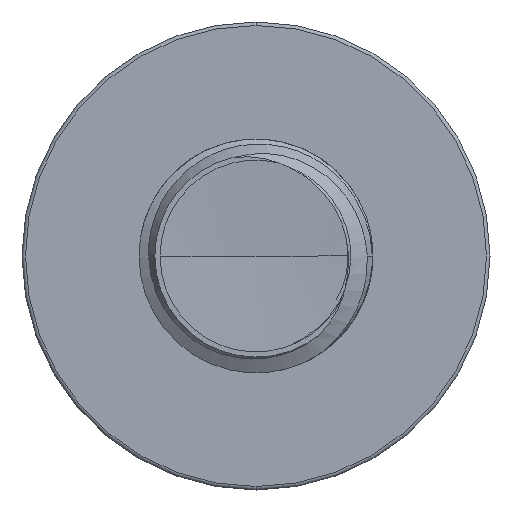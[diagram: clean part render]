
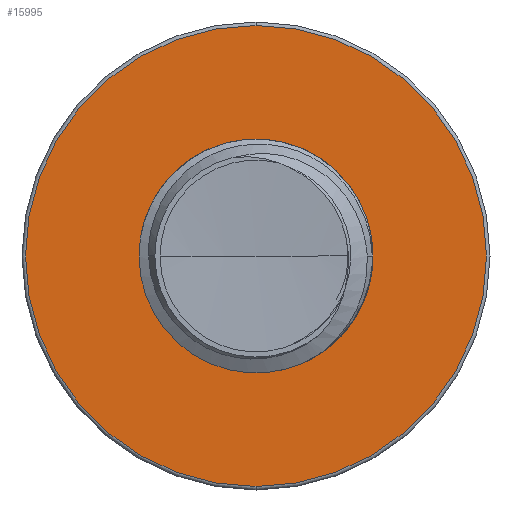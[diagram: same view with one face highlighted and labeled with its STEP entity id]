
A CAD part, front view. The second image highlights one B-rep face of the part: STEP entity #15995.
In plain terms, the highlighted planar face has unit normal (0, -1, 0).
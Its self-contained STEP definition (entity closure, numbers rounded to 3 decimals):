
#275 = CIRCLE ( 'NONE', #26000, 3.94 ) ;
#358 = CARTESIAN_POINT ( 'NONE',  ( 0., 10., 0. ) ) ;
#2766 = DIRECTION ( 'NONE',  ( 0., 0., -1. ) ) ;
#3291 = CARTESIAN_POINT ( 'NONE',  ( 0., 10., 3.94 ) ) ;
#3865 = CARTESIAN_POINT ( 'NONE',  ( 0., 10., -3.94 ) ) ;
#4424 = VERTEX_POINT ( 'NONE', #12144 ) ;
#4895 = DIRECTION ( 'NONE',  ( 0., -1., 0. ) ) ;
#5162 = ORIENTED_EDGE ( 'NONE', *, *, #29116, .T. ) ;
#5181 = CARTESIAN_POINT ( 'NONE',  ( 0., 10., 0. ) ) ;
#5220 = EDGE_LOOP ( 'NONE', ( #5162, #23322 ) ) ;
#6268 = EDGE_CURVE ( 'NONE', #25560, #26564, #275, .T. ) ;
#7015 = CARTESIAN_POINT ( 'NONE',  ( 0., 10., 1.971 ) ) ;
#7574 = DIRECTION ( 'NONE',  ( 0., 0., -1. ) ) ;
#8045 = AXIS2_PLACEMENT_3D ( 'NONE', #7015, #27488, #13895 ) ;
#8354 = CIRCLE ( 'NONE', #27545, 1.971 ) ;
#8702 = CIRCLE ( 'NONE', #26420, 3.94 ) ;
#9810 = CIRCLE ( 'NONE', #28707, 1.971 ) ;
#11516 = EDGE_LOOP ( 'NONE', ( #29334, #12059 ) ) ;
#11662 = PLANE ( 'NONE',  #8045 ) ;
#12059 = ORIENTED_EDGE ( 'NONE', *, *, #17556, .F. ) ;
#12144 = CARTESIAN_POINT ( 'NONE',  ( 0., 10., 1.971 ) ) ;
#12361 = CARTESIAN_POINT ( 'NONE',  ( 0., 10., 0. ) ) ;
#13705 = CARTESIAN_POINT ( 'NONE',  ( 0., 10., -1.971 ) ) ;
#13895 = DIRECTION ( 'NONE',  ( 0., 0., -1. ) ) ;
#14595 = DIRECTION ( 'NONE',  ( 0., 0., -1. ) ) ;
#15909 = VERTEX_POINT ( 'NONE', #13705 ) ;
#15995 = ADVANCED_FACE ( 'NONE', ( #22802, #28883 ), #11662, .T. ) ;
#16565 = DIRECTION ( 'NONE',  ( 0., -1., 0. ) ) ;
#17556 = EDGE_CURVE ( 'NONE', #4424, #15909, #9810, .T. ) ;
#18601 = CARTESIAN_POINT ( 'NONE',  ( 0., 10., 0. ) ) ;
#20845 = DIRECTION ( 'NONE',  ( 0., 0., -1. ) ) ;
#21096 = DIRECTION ( 'NONE',  ( 0., -1., 0. ) ) ;
#22802 = FACE_OUTER_BOUND ( 'NONE', #5220, .T. ) ;
#23322 = ORIENTED_EDGE ( 'NONE', *, *, #6268, .T. ) ;
#25560 = VERTEX_POINT ( 'NONE', #3291 ) ;
#26000 = AXIS2_PLACEMENT_3D ( 'NONE', #358, #16565, #2766 ) ;
#26420 = AXIS2_PLACEMENT_3D ( 'NONE', #12361, #28190, #14595 ) ;
#26564 = VERTEX_POINT ( 'NONE', #3865 ) ;
#26977 = EDGE_CURVE ( 'NONE', #15909, #4424, #8354, .T. ) ;
#27488 = DIRECTION ( 'NONE',  ( 0., -1., 0. ) ) ;
#27545 = AXIS2_PLACEMENT_3D ( 'NONE', #18601, #4895, #20845 ) ;
#28190 = DIRECTION ( 'NONE',  ( 0., -1., 0. ) ) ;
#28707 = AXIS2_PLACEMENT_3D ( 'NONE', #5181, #21096, #7574 ) ;
#28883 = FACE_BOUND ( 'NONE', #11516, .T. ) ;
#29116 = EDGE_CURVE ( 'NONE', #26564, #25560, #8702, .T. ) ;
#29334 = ORIENTED_EDGE ( 'NONE', *, *, #26977, .F. ) ;
